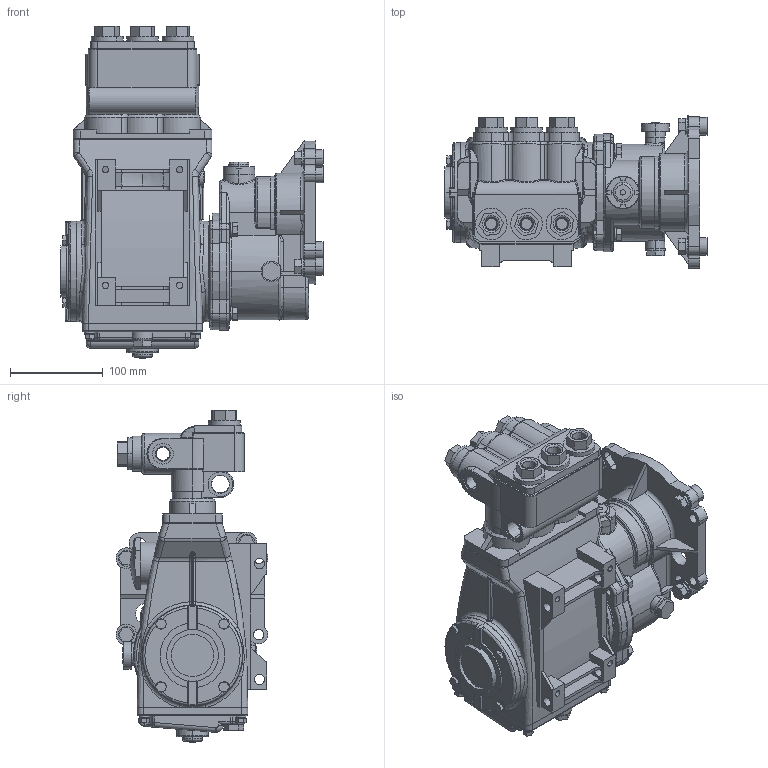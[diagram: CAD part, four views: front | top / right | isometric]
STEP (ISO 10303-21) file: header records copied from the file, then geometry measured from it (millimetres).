
FILE_DESCRIPTION (( 'STEP AP203' ), '1' );
FILE_NAME ('56G1.STEP', '2011-07-12T13:59:09', ( 'Eric Peterson' ), ( 'DDC' ), 'SwSTEP 2.0', 'SolidWorks 2011', '' );
FILE_SCHEMA (( 'CONFIG_CONTROL_DESIGN' ));
Length unit declared in the file: millimetre
Products named in the file (1): 56G1
Bounding box: 282.95 x 164.13 x 358.51 mm (x, y, z)
Surface area: 390698.5 mm2 (no closed solid volume)
Topology: 0 solids, 13 shells, 1206 faces, 3350 edges, 2075 vertices
Faces by surface type: plane 496, cylinder 421, torus 131, bspline 110, cone 31, sphere 17
Entity records: 46120 total; most frequent: CARTESIAN_POINT 15690, DIRECTION 6514, ORIENTED_EDGE 6129, EDGE_CURVE 3334, AXIS2_PLACEMENT_3D 2451, VERTEX_POINT 2073, VECTOR 1612, LINE 1612
